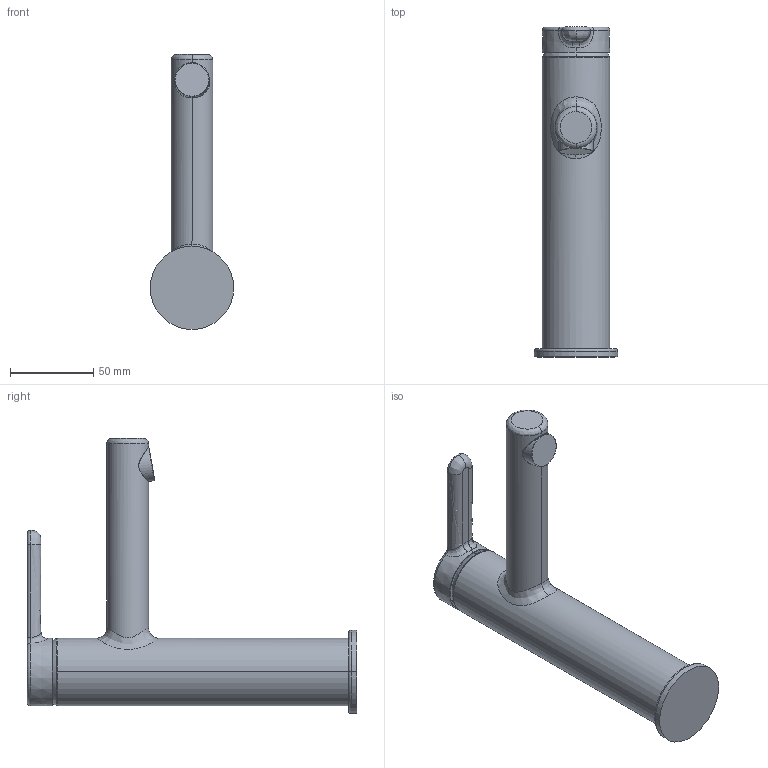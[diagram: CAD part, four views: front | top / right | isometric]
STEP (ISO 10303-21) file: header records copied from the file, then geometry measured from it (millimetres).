
FILE_DESCRIPTION (( 'STEP AP203' ), '1' );
FILE_NAME ('51882293(2020).STEP', '2022-09-22T10:36:59', ( '' ), ( '' ), 'SwSTEP 2.0', 'SolidWorks 2016', '' );
FILE_SCHEMA (( 'CONFIG_CONTROL_DESIGN' ));
Length unit declared in the file: millimetre
Products named in the file (1): 51882293(2020)
Bounding box: 50 x 197.85 x 165 mm (x, y, z)
Volume: 334737.1 mm3; surface area: 50964.7 mm2
Topology: 5 solids, 5 shells, 63 faces, 127 edges, 75 vertices
Faces by surface type: bspline 22, plane 14, cylinder 14, torus 9, sphere 2, cone 2
Entity records: 5069 total; most frequent: CARTESIAN_POINT 3815, ORIENTED_EDGE 254, DIRECTION 223, EDGE_CURVE 127, AXIS2_PLACEMENT_3D 98, VERTEX_POINT 75, EDGE_LOOP 64, FACE_OUTER_BOUND 63
